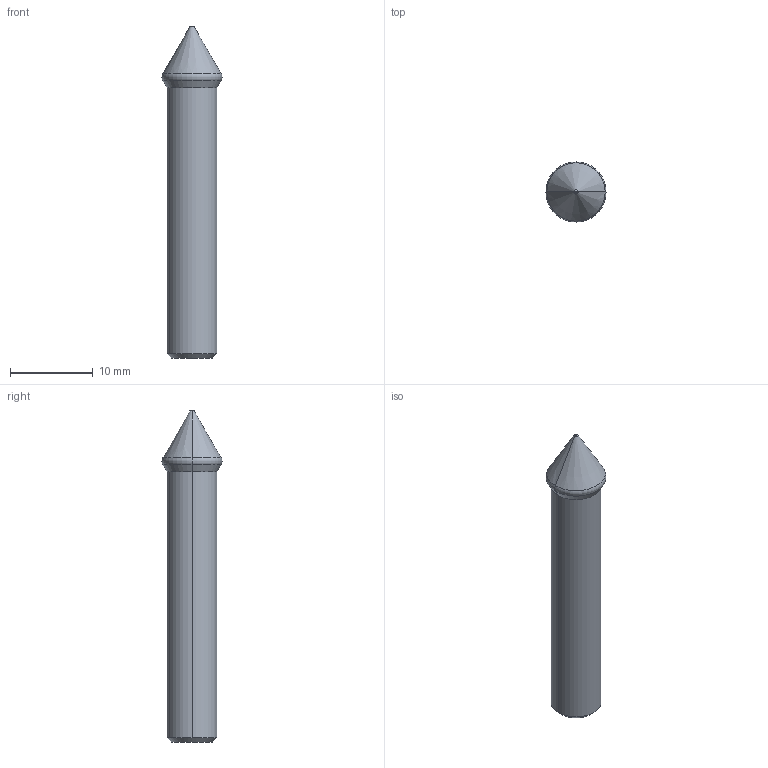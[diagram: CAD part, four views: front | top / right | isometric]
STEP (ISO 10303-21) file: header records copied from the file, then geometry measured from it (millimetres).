
FILE_DESCRIPTION (( 'STEP AP214' ), '1' );
FILE_NAME ('99619-V060-06.STEP', '2017-01-05T09:23:15', ( 'User' ), ( 'GENUINE' ), 'SwSTEP 2.0', 'SolidWorks 2012', '' );
FILE_SCHEMA (( 'AUTOMOTIVE_DESIGN' ));
Length unit declared in the file: millimetre
Products named in the file (1): 99619-V060-06
Bounding box: 7.24 x 7.24 x 40 mm (x, y, z)
Volume: 1059.3 mm3; surface area: 753.6 mm2
Topology: 1 solids, 1 shells, 14 faces, 26 edges, 14 vertices
Faces by surface type: cone 6, torus 4, cylinder 2, plane 2
Entity records: 481 total; most frequent: DIRECTION 74, CARTESIAN_POINT 55, ORIENTED_EDGE 52, AXIS2_PLACEMENT_3D 33, EDGE_CURVE 26, CIRCLE 18, ADVANCED_FACE 14, EDGE_LOOP 14
